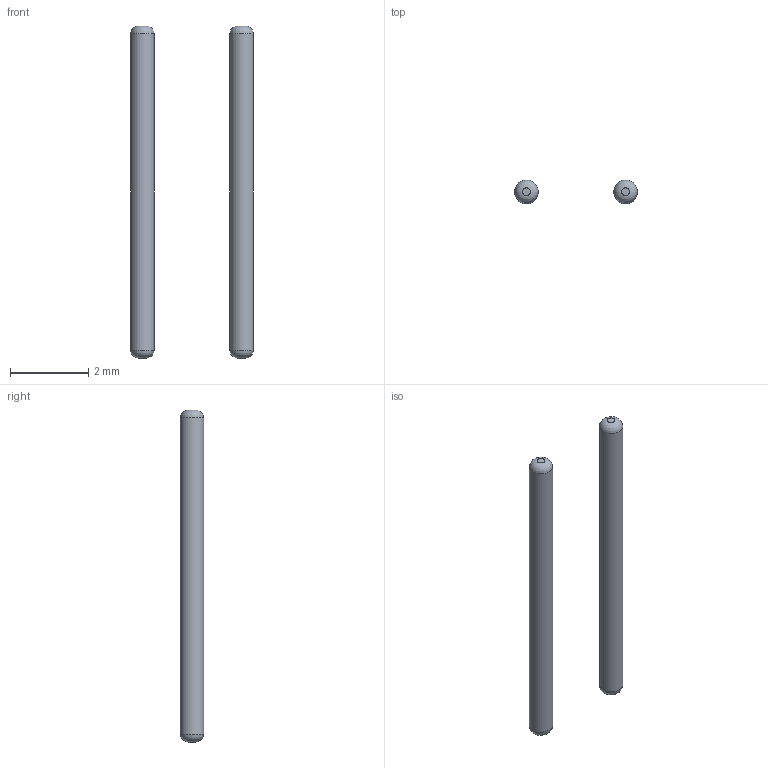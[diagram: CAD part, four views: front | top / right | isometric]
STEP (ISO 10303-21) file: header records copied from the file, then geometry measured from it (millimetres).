
FILE_DESCRIPTION(('FreeCAD Model'),'2;1');
FILE_NAME('1x02.step','2016-11-21T12:55:33',('Author'),(''), 'Open CASCADE STEP processor 6.8','FreeCAD','Unknown');
FILE_SCHEMA(('AUTOMOTIVE_DESIGN_CC2 { 1 2 10303 214 -1 1 5 4 }'));
Length unit declared in the file: millimetre
Products named in the file (2): ASSEMBLY; 1x02
Assembly tree (1 placements, depth 2):
  ASSEMBLY
    1x02
Bounding box: 3.14 x 0.6 x 8.5 mm (x, y, z)
Volume: 4.8 mm3; surface area: 32.5 mm2
Topology: 2 solids, 2 shells, 10 faces, 14 edges, 8 vertices
Faces by surface type: revolution 4, plane 4, cylinder 2
Full cylindrical faces by diameter (mm): 0.6 x2
Entity records: 478 total; most frequent: CARTESIAN_POINT 122, DIRECTION 62, ORIENTED_EDGE 28, PCURVE 28, DEFINITIONAL_REPRESENTATION 28, AXIS2_PLACEMENT_3D 20, LINE 18, VECTOR 18
